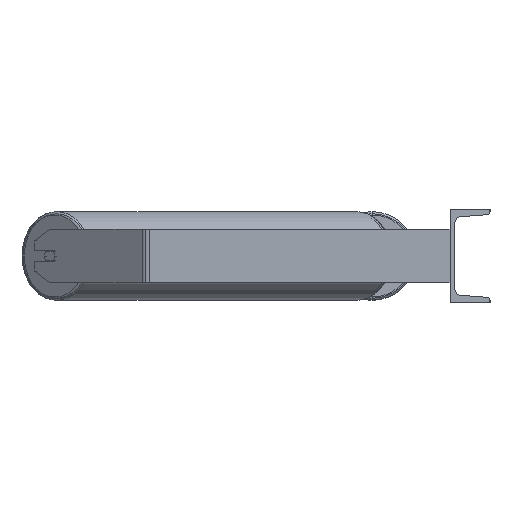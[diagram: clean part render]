
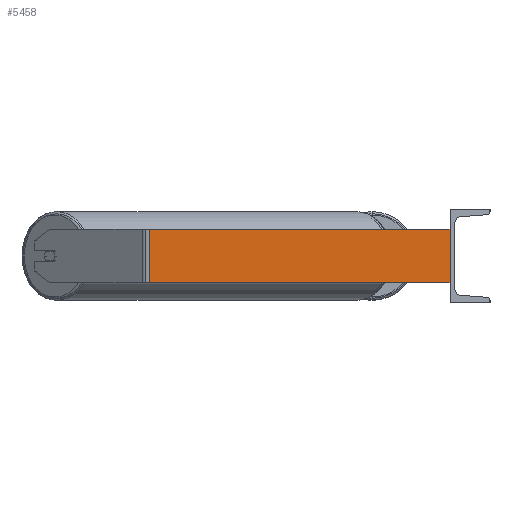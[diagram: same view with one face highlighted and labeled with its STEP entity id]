
A CAD part, left-side view. The second image highlights one B-rep face of the part: STEP entity #5458.
In plain terms, the highlighted planar face has unit normal (-1, 0, 0).
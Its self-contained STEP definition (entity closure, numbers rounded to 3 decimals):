
#123 = VERTEX_POINT ( 'NONE', #6600 ) ;
#251 = VERTEX_POINT ( 'NONE', #2587 ) ;
#618 = CARTESIAN_POINT ( 'NONE',  ( -1085., 457.212, 40. ) ) ;
#1348 = FACE_OUTER_BOUND ( 'NONE', #7760, .T. ) ;
#1735 = LINE ( 'NONE', #2395, #2416 ) ;
#2258 = LINE ( 'NONE', #5154, #8688 ) ;
#2307 = VECTOR ( 'NONE', #8970, 1000. ) ;
#2395 = CARTESIAN_POINT ( 'NONE',  ( -1085., 451.389, 40. ) ) ;
#2416 = VECTOR ( 'NONE', #4482, 1000. ) ;
#2419 = DIRECTION ( 'NONE',  ( 0., 1., 0. ) ) ;
#2587 = CARTESIAN_POINT ( 'NONE',  ( -1085., 451.389, 40. ) ) ;
#2841 = CARTESIAN_POINT ( 'NONE',  ( -1085., 451.389, -40. ) ) ;
#2908 = EDGE_CURVE ( 'NONE', #251, #6880, #1735, .T. ) ;
#2948 = EDGE_CURVE ( 'NONE', #8877, #123, #5941, .T. ) ;
#3152 = CARTESIAN_POINT ( 'NONE',  ( -1085., 0., 40. ) ) ;
#3989 = ORIENTED_EDGE ( 'NONE', *, *, #5309, .F. ) ;
#4103 = PLANE ( 'NONE',  #5787 ) ;
#4465 = DIRECTION ( 'NONE',  ( 0., -1., 0. ) ) ;
#4482 = DIRECTION ( 'NONE',  ( 0., 0., -1. ) ) ;
#5154 = CARTESIAN_POINT ( 'NONE',  ( -1085., 457.212, -40. ) ) ;
#5296 = EDGE_CURVE ( 'NONE', #6880, #123, #2258, .T. ) ;
#5309 = EDGE_CURVE ( 'NONE', #251, #8877, #8822, .T. ) ;
#5458 = ADVANCED_FACE ( 'NONE', ( #1348 ), #4103, .F. ) ;
#5483 = ORIENTED_EDGE ( 'NONE', *, *, #2908, .T. ) ;
#5787 = AXIS2_PLACEMENT_3D ( 'NONE', #6878, #5872, #2419 ) ;
#5872 = DIRECTION ( 'NONE',  ( 1., 0., 0. ) ) ;
#5941 = LINE ( 'NONE', #3152, #7915 ) ;
#6378 = CARTESIAN_POINT ( 'NONE',  ( -1085., 0., 40. ) ) ;
#6600 = CARTESIAN_POINT ( 'NONE',  ( -1085., 0., -40. ) ) ;
#6663 = DIRECTION ( 'NONE',  ( 0., 0., -1. ) ) ;
#6878 = CARTESIAN_POINT ( 'NONE',  ( -1085., 457.212, 40. ) ) ;
#6880 = VERTEX_POINT ( 'NONE', #2841 ) ;
#7036 = ORIENTED_EDGE ( 'NONE', *, *, #2948, .F. ) ;
#7760 = EDGE_LOOP ( 'NONE', ( #8120, #7036, #3989, #5483 ) ) ;
#7915 = VECTOR ( 'NONE', #6663, 1000. ) ;
#8120 = ORIENTED_EDGE ( 'NONE', *, *, #5296, .T. ) ;
#8688 = VECTOR ( 'NONE', #4465, 1000. ) ;
#8822 = LINE ( 'NONE', #618, #2307 ) ;
#8877 = VERTEX_POINT ( 'NONE', #6378 ) ;
#8970 = DIRECTION ( 'NONE',  ( 0., -1., 0. ) ) ;
